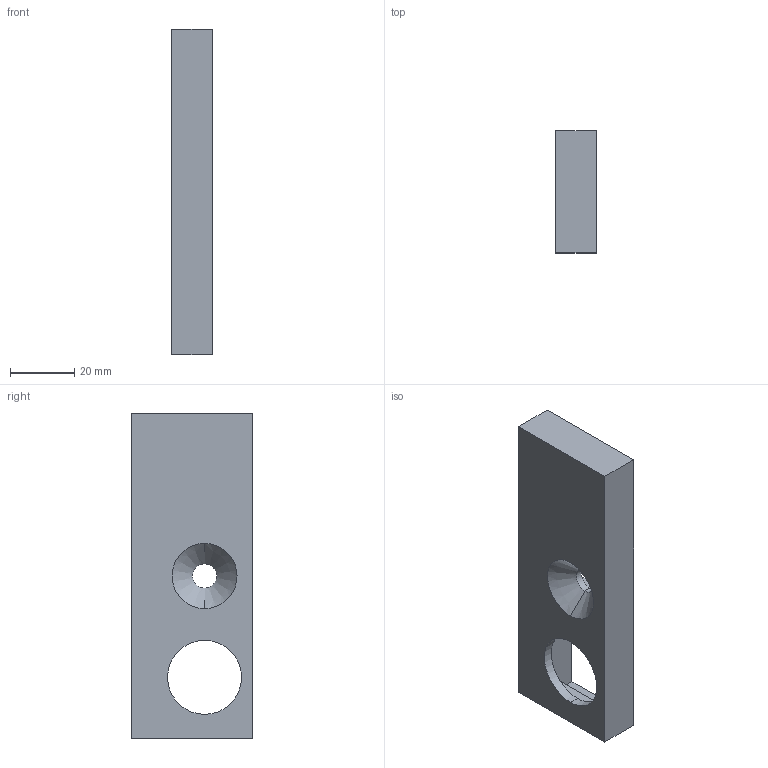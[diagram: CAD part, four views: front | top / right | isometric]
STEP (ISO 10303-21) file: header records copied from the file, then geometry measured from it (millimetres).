
FILE_DESCRIPTION (( 'STEP AP214' ), '1' );
FILE_NAME ('Box Camera Mount.STEP', '2018-06-21T03:22:26', ( '' ), ( '' ), 'SwSTEP 2.0', 'SolidWorks 2018', '' );
FILE_SCHEMA (( 'AUTOMOTIVE_DESIGN' ));
Length unit declared in the file: inch
Products named in the file (1): Box Camera Mount
Bounding box: 12.7 x 38.1 x 101.6 mm (x, y, z)
Volume: 38384.1 mm3; surface area: 12151.5 mm2
Topology: 1 solids, 1 shells, 37 faces, 94 edges, 62 vertices
Faces by surface type: plane 26, cylinder 9, cone 2
Entity records: 1160 total; most frequent: CARTESIAN_POINT 194, DIRECTION 190, ORIENTED_EDGE 188, EDGE_CURVE 94, VECTOR 74, LINE 74, VERTEX_POINT 62, AXIS2_PLACEMENT_3D 58
